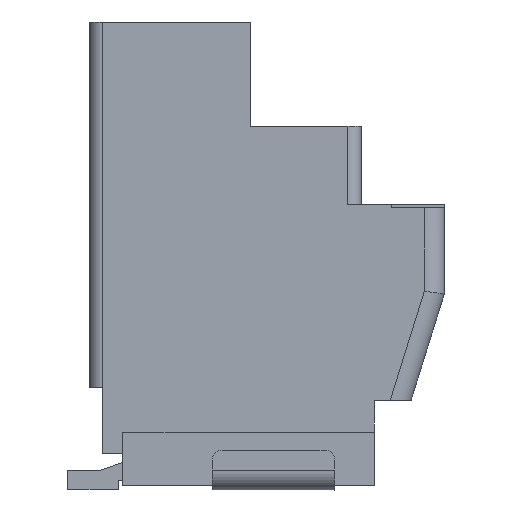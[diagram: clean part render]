
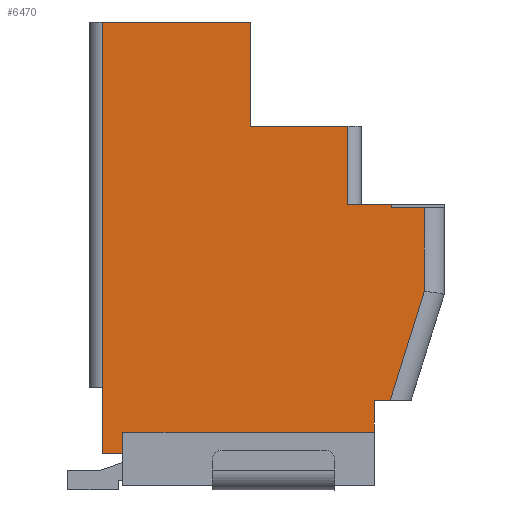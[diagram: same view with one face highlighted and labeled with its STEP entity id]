
A CAD part, front view. The second image highlights one B-rep face of the part: STEP entity #6470.
In plain terms, the highlighted planar face has unit normal (0, -1, 0).
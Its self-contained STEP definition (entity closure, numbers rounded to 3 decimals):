
#100=CARTESIAN_POINT('',(-32.053,4.035,
128.015));
#110=VERTEX_POINT('',#100);
#280=CARTESIAN_POINT('',(-32.053,4.035,
127.965));
#290=VERTEX_POINT('',#280);
#320=CARTESIAN_POINT('',(-32.053,4.035,
127.215));
#330=DIRECTION('',(0.,0.,-1.));
#340=VECTOR('',#330,1.);
#350=LINE('',#320,#340);
#360=EDGE_CURVE('',#110,#290,#350,.T.);
#5210=CARTESIAN_POINT('',(-31.553,4.035,
125.065));
#5220=DIRECTION('',(0.,-1.,0.));
#5230=DIRECTION('',(0.,0.,1.));
#5240=AXIS2_PLACEMENT_3D('',#5210,#5220,#5230);
#5250=PLANE('',#5240);
#5260=CARTESIAN_POINT('',(-34.264,4.035,
130.765));
#5270=DIRECTION('',(1.,0.,0.));
#5280=VECTOR('',#5270,1.);
#5290=LINE('',#5260,#5280);
#5300=CARTESIAN_POINT('',(-36.403,4.035,
130.765));
#5310=VERTEX_POINT('',#5300);
#5320=CARTESIAN_POINT('',(-34.173,4.035,
130.765));
#5330=VERTEX_POINT('',#5320);
#5340=EDGE_CURVE('',#5310,#5330,#5290,.T.);
#5350=ORIENTED_EDGE('',*,*,#5340,.F.);
#5360=CARTESIAN_POINT('',(-34.173,4.035,
127.215));
#5370=DIRECTION('',(0.,0.,-1.));
#5380=VECTOR('',#5370,1.);
#5390=LINE('',#5360,#5380);
#5400=CARTESIAN_POINT('',(-34.173,4.035,
129.195));
#5410=VERTEX_POINT('',#5400);
#5420=EDGE_CURVE('',#5330,#5410,#5390,.T.);
#5430=ORIENTED_EDGE('',*,*,#5420,.F.);
#5440=CARTESIAN_POINT('',(-34.264,4.035,
129.195));
#5450=DIRECTION('',(1.,0.,0.));
#5460=VECTOR('',#5450,1.);
#5470=LINE('',#5440,#5460);
#5480=CARTESIAN_POINT('',(-32.703,4.035,
129.195));
#5490=VERTEX_POINT('',#5480);
#5500=EDGE_CURVE('',#5410,#5490,#5470,.T.);
#5510=ORIENTED_EDGE('',*,*,#5500,.F.);
#5520=CARTESIAN_POINT('',(-32.703,4.035,
127.215));
#5530=DIRECTION('',(0.,0.,-1.));
#5540=VECTOR('',#5530,1.);
#5550=LINE('',#5520,#5540);
#5560=CARTESIAN_POINT('',(-32.703,4.035,
128.015));
#5570=VERTEX_POINT('',#5560);
#5580=EDGE_CURVE('',#5490,#5570,#5550,.T.);
#5590=ORIENTED_EDGE('',*,*,#5580,.F.);
#5600=CARTESIAN_POINT('',(-34.264,4.035,
128.015));
#5610=DIRECTION('',(1.,0.,0.));
#5620=VECTOR('',#5610,1.);
#5630=LINE('',#5600,#5620);
#5640=EDGE_CURVE('',#5570,#110,#5630,.T.);
#5650=ORIENTED_EDGE('',*,*,#5640,.F.);
#5660=ORIENTED_EDGE('',*,*,#360,.F.);
#5670=CARTESIAN_POINT('',(-34.264,4.035,
127.965));
#5680=DIRECTION('',(-1.,0.,0.));
#5690=VECTOR('',#5680,1.);
#5700=LINE('',#5670,#5690);
#5710=CARTESIAN_POINT('',(-31.553,4.035,
127.965));
#5720=VERTEX_POINT('',#5710);
#5730=EDGE_CURVE('',#5720,#290,#5700,.T.);
#5740=ORIENTED_EDGE('',*,*,#5730,.T.);
#5750=CARTESIAN_POINT('',(-31.553,4.035,
127.965));
#5760=DIRECTION('',(0.,0.,-1.));
#5770=VECTOR('',#5760,1.);
#5780=LINE('',#5750,#5770);
#5790=CARTESIAN_POINT('',(-31.553,4.035,
126.711));
#5800=VERTEX_POINT('',#5790);
#5810=EDGE_CURVE('',#5720,#5800,#5780,.T.);
#5820=ORIENTED_EDGE('',*,*,#5810,.F.);
#5830=CARTESIAN_POINT('',(-32.067,4.035,
125.065));
#5840=DIRECTION('',(0.298,0.,
0.954));
#5850=VECTOR('',#5840,1.);
#5860=LINE('',#5830,#5850);
#5870=CARTESIAN_POINT('',(-32.067,4.035,
125.065));
#5880=VERTEX_POINT('',#5870);
#5890=EDGE_CURVE('',#5880,#5800,#5860,.T.);
#5900=ORIENTED_EDGE('',*,*,#5890,.T.);
#5910=CARTESIAN_POINT('',(-34.264,4.035,
125.065));
#5920=DIRECTION('',(1.,0.,0.));
#5930=VECTOR('',#5920,1.);
#5940=LINE('',#5910,#5930);
#5950=CARTESIAN_POINT('',(-32.303,4.035,
125.065));
#5960=VERTEX_POINT('',#5950);
#5970=EDGE_CURVE('',#5960,#5880,#5940,.T.);
#5980=ORIENTED_EDGE('',*,*,#5970,.T.);
#5990=CARTESIAN_POINT('',(-32.303,4.035,
127.215));
#6000=DIRECTION('',(0.,0.,-1.));
#6010=VECTOR('',#6000,1.);
#6020=LINE('',#5990,#6010);
#6030=CARTESIAN_POINT('',(-32.303,4.035,
124.585));
#6040=VERTEX_POINT('',#6030);
#6050=EDGE_CURVE('',#5960,#6040,#6020,.T.);
#6060=ORIENTED_EDGE('',*,*,#6050,.F.);
#6070=CARTESIAN_POINT('',(0.,4.035,124.585));
#6080=DIRECTION('',(1.,0.,0.));
#6090=VECTOR('',#6080,1.);
#6100=LINE('',#6070,#6090);
#6110=CARTESIAN_POINT('',(-36.093,4.035,
124.585));
#6120=VERTEX_POINT('',#6110);
#6130=EDGE_CURVE('',#6120,#6040,#6100,.T.);
#6140=ORIENTED_EDGE('',*,*,#6130,.T.);
#6150=CARTESIAN_POINT('',(-36.093,4.035,
127.215));
#6160=DIRECTION('',(0.,0.,1.));
#6170=VECTOR('',#6160,1.);
#6180=LINE('',#6150,#6170);
#6190=CARTESIAN_POINT('',(-36.093,4.035,
124.265));
#6200=VERTEX_POINT('',#6190);
#6210=EDGE_CURVE('',#6200,#6120,#6180,.T.);
#6220=ORIENTED_EDGE('',*,*,#6210,.T.);
#6230=CARTESIAN_POINT('',(-34.264,4.035,
124.265));
#6240=DIRECTION('',(1.,0.,0.));
#6250=VECTOR('',#6240,1.);
#6260=LINE('',#6230,#6250);
#6270=CARTESIAN_POINT('',(-36.403,4.035,
124.265));
#6280=VERTEX_POINT('',#6270);
#6290=EDGE_CURVE('',#6280,#6200,#6260,.T.);
#6300=ORIENTED_EDGE('',*,*,#6290,.T.);
#6310=CARTESIAN_POINT('',(-36.403,4.035,
127.215));
#6320=DIRECTION('',(0.,0.,-1.));
#6330=VECTOR('',#6320,1.);
#6340=LINE('',#6310,#6330);
#6350=CARTESIAN_POINT('',(-36.403,4.035,
125.265));
#6360=VERTEX_POINT('',#6350);
#6370=EDGE_CURVE('',#6360,#6280,#6340,.T.);
#6380=ORIENTED_EDGE('',*,*,#6370,.T.);
#6390=CARTESIAN_POINT('',(-36.403,4.035,
127.215));
#6400=DIRECTION('',(0.,0.,-1.));
#6410=VECTOR('',#6400,1.);
#6420=LINE('',#6390,#6410);
#6430=EDGE_CURVE('',#5310,#6360,#6420,.T.);
#6440=ORIENTED_EDGE('',*,*,#6430,.T.);
#6450=EDGE_LOOP('',(#6440,#6380,#6300,#6220,#6140,#6060,#5980,#5900,
#5820,#5740,#5660,#5650,#5590,#5510,#5430,#5350));
#6460=FACE_OUTER_BOUND('',#6450,.T.);
#6470=ADVANCED_FACE('',(#6460),#5250,.T.);
